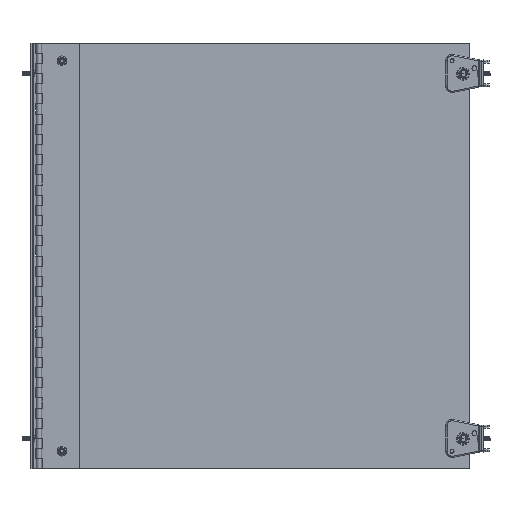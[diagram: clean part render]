
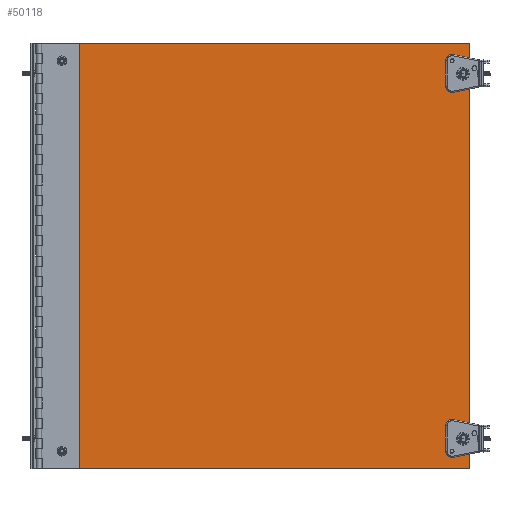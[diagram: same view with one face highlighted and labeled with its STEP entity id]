
A CAD part, front view. The second image highlights one B-rep face of the part: STEP entity #50118.
In plain terms, the highlighted planar face has unit normal (0, -1, 0).
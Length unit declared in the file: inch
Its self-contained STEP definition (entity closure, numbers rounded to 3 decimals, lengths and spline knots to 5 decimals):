
#471 = ORIENTED_EDGE ( 'NONE', *, *, #78238, .T. ) ;
#4322 = EDGE_CURVE ( 'NONE', #51730, #11277, #112820, .T. ) ;
#7953 = VERTEX_POINT ( 'NONE', #123724 ) ;
#11277 = VERTEX_POINT ( 'NONE', #72392 ) ;
#15977 = EDGE_LOOP ( 'NONE', ( #109347, #121928, #137466, #26615 ) ) ;
#19168 = CARTESIAN_POINT ( 'NONE',  ( 1.525, 0., -9.625 ) ) ;
#19490 = DIRECTION ( 'NONE',  ( 0., 0., 1. ) ) ;
#21217 = LINE ( 'NONE', #185135, #33663 ) ;
#22049 = EDGE_CURVE ( 'NONE', #34745, #34745, #62343, .T. ) ;
#22133 = VERTEX_POINT ( 'NONE', #110206 ) ;
#24395 = DIRECTION ( 'NONE',  ( 0., 0., 1. ) ) ;
#24869 = DIRECTION ( 'NONE',  ( 0., 0., -1. ) ) ;
#25704 = CARTESIAN_POINT ( 'NONE',  ( 21.65, 0., -10.5 ) ) ;
#26615 = ORIENTED_EDGE ( 'NONE', *, *, #28039, .F. ) ;
#27251 = CIRCLE ( 'NONE', #67525, 0.156 ) ;
#27268 = EDGE_LOOP ( 'NONE', ( #76919 ) ) ;
#28039 = EDGE_CURVE ( 'NONE', #60098, #51730, #21217, .T. ) ;
#33663 = VECTOR ( 'NONE', #105371, 39.37008 ) ;
#34063 = ORIENTED_EDGE ( 'NONE', *, *, #22049, .T. ) ;
#34745 = VERTEX_POINT ( 'NONE', #120281 ) ;
#50118 = ADVANCED_FACE ( 'NONE', ( #144054, #166361, #198524, #54673, #109162 ), #104979, .F. ) ;
#51730 = VERTEX_POINT ( 'NONE', #165628 ) ;
#52681 = CARTESIAN_POINT ( 'NONE',  ( 1.525, 0., -9.469 ) ) ;
#54673 = FACE_BOUND ( 'NONE', #203087, .T. ) ;
#56743 = DIRECTION ( 'NONE',  ( 0., 0., 1. ) ) ;
#60098 = VERTEX_POINT ( 'NONE', #143270 ) ;
#61004 = CARTESIAN_POINT ( 'NONE',  ( 1.525, 0., 9.625 ) ) ;
#61159 = EDGE_LOOP ( 'NONE', ( #112759 ) ) ;
#62343 = CIRCLE ( 'NONE', #104151, 0.156 ) ;
#65872 = LINE ( 'NONE', #74917, #162620 ) ;
#65892 = CARTESIAN_POINT ( 'NONE',  ( 1.525, 0., 9.781 ) ) ;
#67525 = AXIS2_PLACEMENT_3D ( 'NONE', #61004, #156078, #157450 ) ;
#71741 = DIRECTION ( 'NONE',  ( 0., 1., 0. ) ) ;
#72392 = CARTESIAN_POINT ( 'NONE',  ( 21.65, 0., 10.5 ) ) ;
#74917 = CARTESIAN_POINT ( 'NONE',  ( 21.65, 0., 10.5 ) ) ;
#76919 = ORIENTED_EDGE ( 'NONE', *, *, #199027, .T. ) ;
#78238 = EDGE_CURVE ( 'NONE', #22133, #22133, #176043, .T. ) ;
#91460 = EDGE_LOOP ( 'NONE', ( #34063 ) ) ;
#97857 = AXIS2_PLACEMENT_3D ( 'NONE', #138255, #71741, #24395 ) ;
#98716 = DIRECTION ( 'NONE',  ( 0., 1., 0. ) ) ;
#99123 = DIRECTION ( 'NONE',  ( 0., 1., 0. ) ) ;
#104151 = AXIS2_PLACEMENT_3D ( 'NONE', #194152, #99123, #56743 ) ;
#104979 = PLANE ( 'NONE',  #97857 ) ;
#105371 = DIRECTION ( 'NONE',  ( 0., 0., 1. ) ) ;
#108145 = EDGE_CURVE ( 'NONE', #188524, #188524, #128317, .T. ) ;
#108904 = EDGE_CURVE ( 'NONE', #11277, #7953, #65872, .T. ) ;
#109162 = FACE_OUTER_BOUND ( 'NONE', #15977, .T. ) ;
#109347 = ORIENTED_EDGE ( 'NONE', *, *, #142744, .F. ) ;
#110049 = DIRECTION ( 'NONE',  ( 1., 0., 0. ) ) ;
#110206 = CARTESIAN_POINT ( 'NONE',  ( 20.775, 0., -9.469 ) ) ;
#112759 = ORIENTED_EDGE ( 'NONE', *, *, #108145, .T. ) ;
#112820 = LINE ( 'NONE', #156631, #122791 ) ;
#120281 = CARTESIAN_POINT ( 'NONE',  ( 20.775, 0., 9.781 ) ) ;
#121928 = ORIENTED_EDGE ( 'NONE', *, *, #108904, .F. ) ;
#122791 = VECTOR ( 'NONE', #110049, 39.37008 ) ;
#123724 = CARTESIAN_POINT ( 'NONE',  ( 21.65, 0., -10.5 ) ) ;
#128317 = CIRCLE ( 'NONE', #169706, 0.156 ) ;
#130316 = DIRECTION ( 'NONE',  ( 0., 1., 0. ) ) ;
#137466 = ORIENTED_EDGE ( 'NONE', *, *, #4322, .F. ) ;
#138255 = CARTESIAN_POINT ( 'NONE',  ( 11.15, 0., 0. ) ) ;
#142744 = EDGE_CURVE ( 'NONE', #7953, #60098, #197284, .T. ) ;
#143270 = CARTESIAN_POINT ( 'NONE',  ( 0.65, 0., -10.5 ) ) ;
#144054 = FACE_BOUND ( 'NONE', #61159, .T. ) ;
#152550 = VECTOR ( 'NONE', #184704, 39.37008 ) ;
#153221 = AXIS2_PLACEMENT_3D ( 'NONE', #179860, #98716, #19490 ) ;
#156078 = DIRECTION ( 'NONE',  ( 0., 1., 0. ) ) ;
#156631 = CARTESIAN_POINT ( 'NONE',  ( 0.65, 0., 10.5 ) ) ;
#157450 = DIRECTION ( 'NONE',  ( 0., 0., 1. ) ) ;
#162620 = VECTOR ( 'NONE', #24869, 39.37008 ) ;
#165628 = CARTESIAN_POINT ( 'NONE',  ( 0.65, 0., 10.5 ) ) ;
#166361 = FACE_BOUND ( 'NONE', #27268, .T. ) ;
#169706 = AXIS2_PLACEMENT_3D ( 'NONE', #19168, #130316, #182940 ) ;
#176043 = CIRCLE ( 'NONE', #153221, 0.156 ) ;
#179860 = CARTESIAN_POINT ( 'NONE',  ( 20.775, 0., -9.625 ) ) ;
#182940 = DIRECTION ( 'NONE',  ( 0., 0., 1. ) ) ;
#184704 = DIRECTION ( 'NONE',  ( -1., 0., 0. ) ) ;
#185135 = CARTESIAN_POINT ( 'NONE',  ( 0.65, 0., -10.5 ) ) ;
#188524 = VERTEX_POINT ( 'NONE', #52681 ) ;
#194152 = CARTESIAN_POINT ( 'NONE',  ( 20.775, 0., 9.625 ) ) ;
#195637 = VERTEX_POINT ( 'NONE', #65892 ) ;
#197284 = LINE ( 'NONE', #25704, #152550 ) ;
#198524 = FACE_BOUND ( 'NONE', #91460, .T. ) ;
#199027 = EDGE_CURVE ( 'NONE', #195637, #195637, #27251, .T. ) ;
#203087 = EDGE_LOOP ( 'NONE', ( #471 ) ) ;
